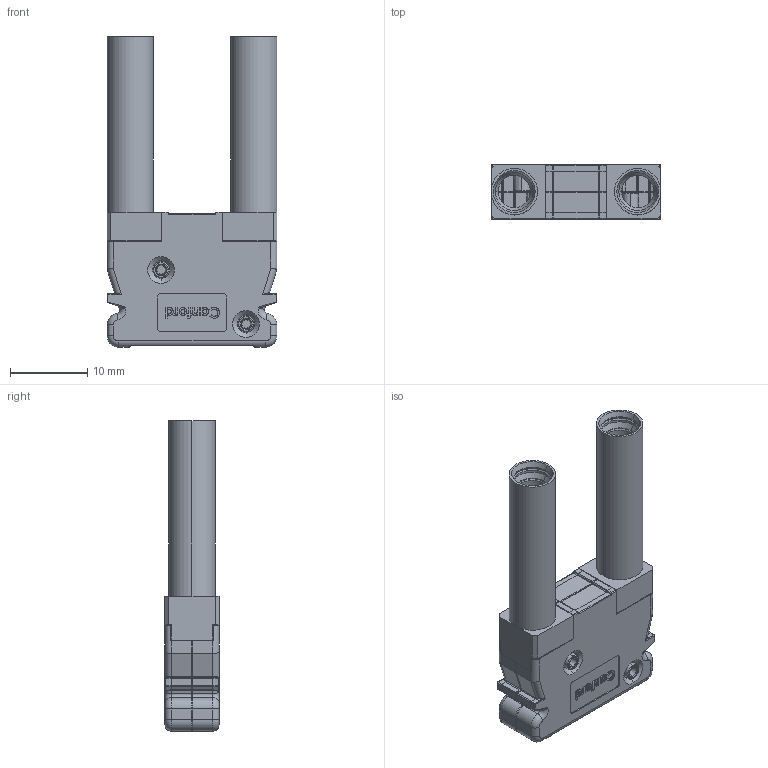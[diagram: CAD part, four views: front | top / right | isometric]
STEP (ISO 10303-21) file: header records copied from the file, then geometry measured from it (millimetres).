
FILE_DESCRIPTION (( 'STEP AP214' ), '1' );
FILE_NAME ('64-564-D126.STEP', '2024-07-31T09:03:03', ( '' ), ( '' ), 'SwSTEP 2.0', 'SolidWorks 2023', '' );
FILE_SCHEMA (( 'AUTOMOTIVE_DESIGN' ));
Length unit declared in the file: millimetre
Products named in the file (1): 64-564-D126
Bounding box: 22 x 7.1 x 40.2 mm (x, y, z)
Surface area: 2863.3 mm2 (no closed solid volume)
Topology: 0 solids, 25 shells, 717 faces, 1836 edges, 1088 vertices
Faces by surface type: cylinder 210, plane 193, bspline 130, cone 72, torus 64, sphere 48
Entity records: 26106 total; most frequent: CARTESIAN_POINT 10336, ORIENTED_EDGE 3158, DIRECTION 3126, EDGE_CURVE 1784, AXIS2_PLACEMENT_3D 1166, VERTEX_POINT 1084, VECTOR 794, LINE 794
